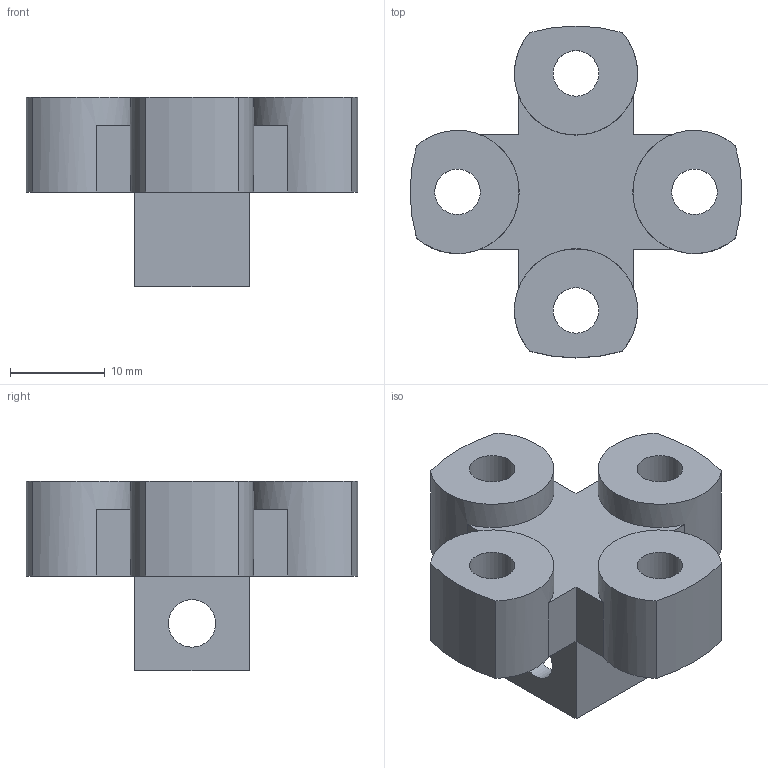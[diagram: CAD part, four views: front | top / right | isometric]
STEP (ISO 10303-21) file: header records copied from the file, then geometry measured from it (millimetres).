
FILE_DESCRIPTION(/* description */ ('STEP AP242 Edition 2','CAx-IF Rec.Pracs.---Representation and Presentation of Product Manufacturing Information (PMI)---4.0---2014-10-13','CAx-IF Rec.Pracs.---3D Tessellated Geometry---0.4---2014-09-14','2;1','CAx-IF Rec.Pracs.---User Defined Attributes---1.5---2016-08-15'),/* implementation_level */ '2;1');
FILE_NAME(/* name */ '6990a06ea7f830d58a5bf687',/* time_stamp */ '2026-02-14T16:18:55Z',/* author */ (''),/* organization */ (''),/* preprocessor_version */ 'ST-DEVELOPER v20',/* originating_system */ 'ONSHAPE BY PTC INC, 1.210',/* authorisation */ ' ');
FILE_SCHEMA (('AP242_MANAGED_MODEL_BASED_3D_ENGINEERING_MIM_LF { 1 0 10303 442 3 1 4 }'));
Length unit declared in the file: metre
Products named in the file (1): Part 1
Bounding box: 35 x 35 x 20 mm (x, y, z)
Volume: 5021.2 mm3; surface area: 4445.4 mm2
Topology: 1 solids, 1 shells, 49 faces, 117 edges, 75 vertices
Faces by surface type: plane 31, cylinder 18
Full cylindrical faces by diameter (mm): 4.8 x4, 5 x2, 9 x4
Entity records: 1392 total; most frequent: DIRECTION 248, CARTESIAN_POINT 226, ORIENTED_EDGE 208, EDGE_CURVE 104, AXIS2_PLACEMENT_3D 94, EDGE_LOOP 76, FACE_BOUND 76, VERTEX_POINT 72
